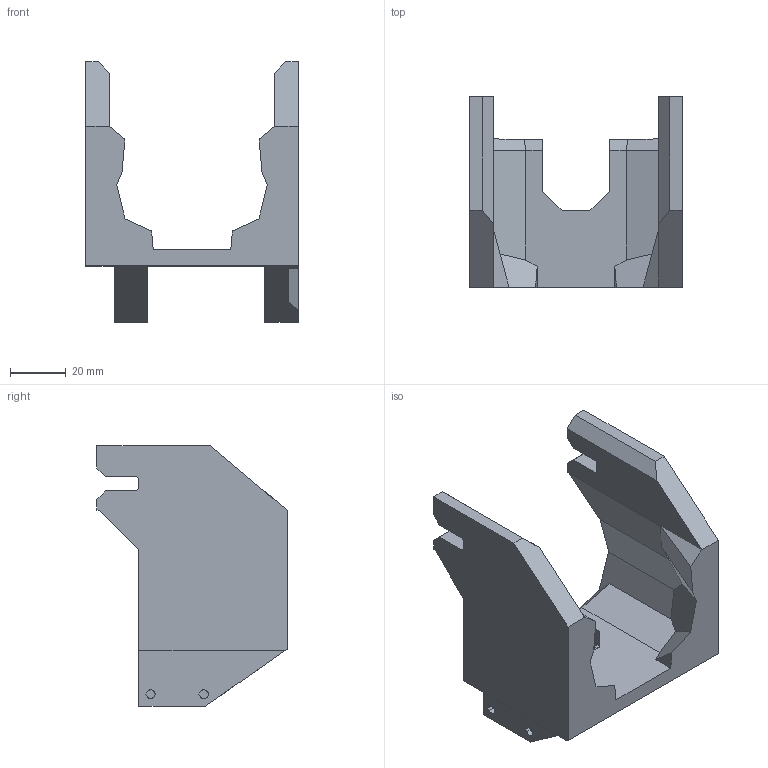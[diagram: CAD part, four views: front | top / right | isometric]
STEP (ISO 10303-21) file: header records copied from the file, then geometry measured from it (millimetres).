
FILE_DESCRIPTION(('FreeCAD Model'),'2;1');
FILE_NAME('Open CASCADE Shape Model','2024-06-08T19:52:21',(''),(''), 'Open CASCADE STEP processor 7.6','FreeCAD','Unknown');
FILE_SCHEMA(('AUTOMOTIVE_DESIGN { 1 0 10303 214 1 1 1 1 }'));
Length unit declared in the file: millimetre
Products named in the file (2): Claw; Claw-Body
Assembly tree (1 placements, depth 2):
  Claw
    Claw-Body
Bounding box: 76 x 68 x 93 mm (x, y, z)
Volume: 93714.4 mm3; surface area: 30611 mm2
Topology: 1 solids, 1 shells, 101 faces, 279 edges, 185 vertices
Faces by surface type: plane 96, cylinder 5
Full cylindrical faces by diameter (mm): 1.8 x1
Entity records: 6850 total; most frequent: CARTESIAN_POINT 1169, DIRECTION 1045, LINE 813, VECTOR 813, ORIENTED_EDGE 558, PCURVE 558, DEFINITIONAL_REPRESENTATION 558, EDGE_CURVE 279
